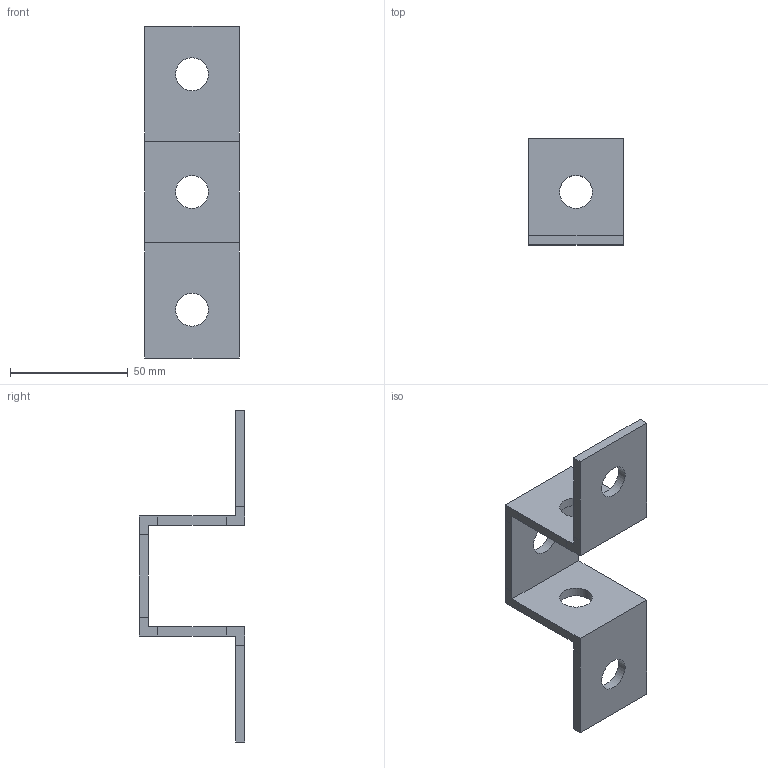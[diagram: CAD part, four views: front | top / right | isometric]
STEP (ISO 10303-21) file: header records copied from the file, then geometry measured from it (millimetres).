
FILE_DESCRIPTION(/* description */ (''),/* implementation_level */ '2;1');
FILE_NAME(/* name */ 'PS41x41.ipt.stp',/* time_stamp */ '2023-05-17T09:46:24+03:00',/* author */ ('Man88'),/* organization */ (''),/* preprocessor_version */ 'ST-DEVELOPER v19.2',/* originating_system */ 'Autodesk Inventor 2023',/* authorisation */ '');
FILE_SCHEMA (('AUTOMOTIVE_DESIGN { 1 0 10303 214 3 1 1 }'));
Length unit declared in the file: millimetre
Products named in the file (1): Прямоугольная скоба 
для страт-профиля 
41х41 мм, PS41x41
Bounding box: 40 x 45 x 141 mm (x, y, z)
Volume: 32601.2 mm3; surface area: 19284.3 mm2
Topology: 1 solids, 1 shells, 35 faces, 99 edges, 66 vertices
Faces by surface type: plane 30, cylinder 5
Full cylindrical faces by diameter (mm): 14 x5
Entity records: 1186 total; most frequent: CARTESIAN_POINT 201, ORIENTED_EDGE 198, DIRECTION 181, EDGE_CURVE 99, LINE 89, VECTOR 89, VERTEX_POINT 66, AXIS2_PLACEMENT_3D 46
